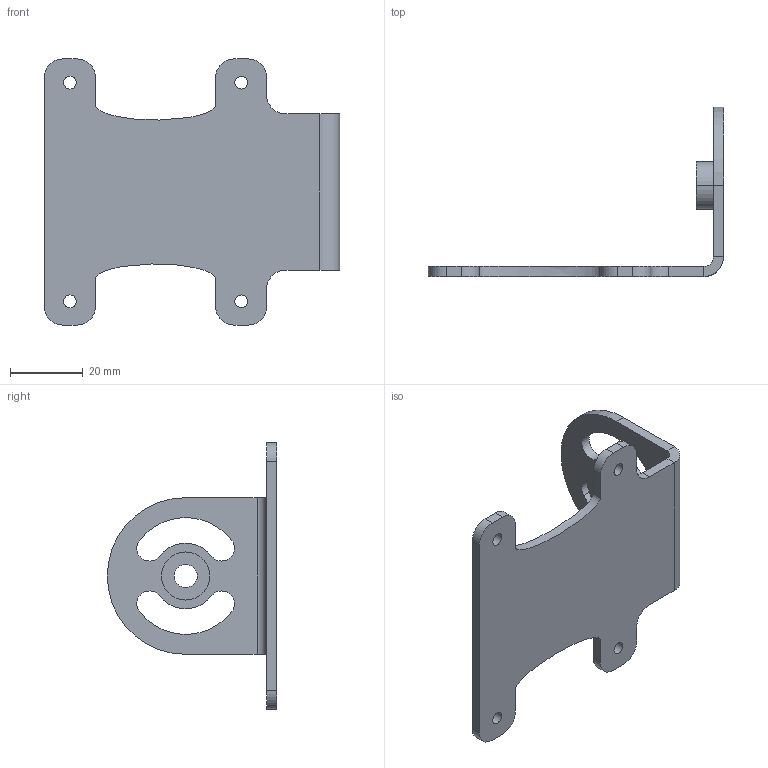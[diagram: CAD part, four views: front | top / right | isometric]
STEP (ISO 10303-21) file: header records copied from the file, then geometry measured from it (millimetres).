
FILE_DESCRIPTION((''),'2;1');
FILE_NAME('193491_ASM','2016-04-18T',('pdmadmin'),(''),'PRO/ENGINEER BY PARAMETRIC TECHNOLOGY CORPORATION, 2016010','PRO/ENGINEER BY PARAMETRIC TECHNOLOGY CORPORATION, 2016010','');
FILE_SCHEMA(('CONFIG_CONTROL_DESIGN'));
Products named in the file (4): 187168; PEM_WNS_0420_0; 187168_ASM; 193491_ASM
Assembly tree (3 placements, depth 3):
  193491_ASM
    187168_ASM
      187168
      PEM_WNS_0420_0
Bounding box: 81 x 46.5 x 73 mm (x, y, z)
Volume: 15347.9 mm3; surface area: 12960.4 mm2
Topology: 2 solids, 2 shells, 64 faces, 169 edges, 110 vertices
Faces by surface type: cylinder 38, plane 24, bspline 2
Entity records: 2309 total; most frequent: CARTESIAN_POINT 518, DIRECTION 383, ORIENTED_EDGE 338, EDGE_CURVE 169, AXIS2_PLACEMENT_3D 147, VERTEX_POINT 110, VECTOR 89, LINE 89
